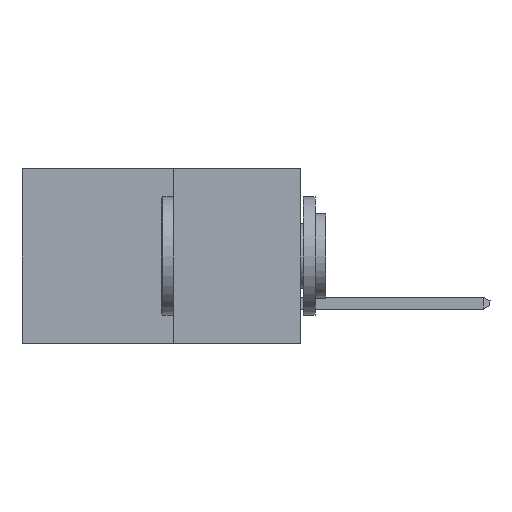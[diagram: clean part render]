
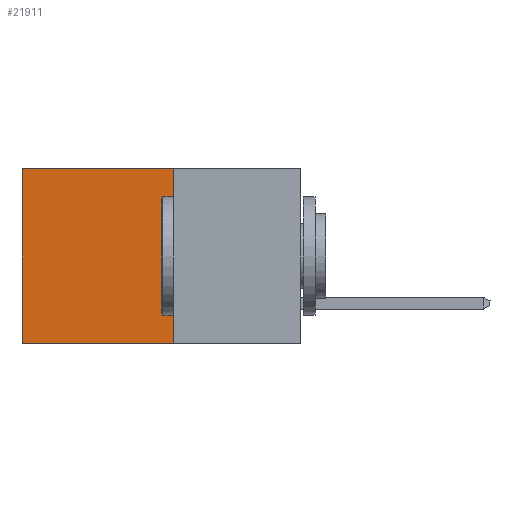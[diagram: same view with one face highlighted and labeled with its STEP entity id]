
A CAD part, left-side view. The second image highlights one B-rep face of the part: STEP entity #21911.
In plain terms, the highlighted planar face has unit normal (-1, 0, 0).
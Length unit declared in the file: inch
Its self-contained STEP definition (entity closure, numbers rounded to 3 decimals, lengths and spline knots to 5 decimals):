
#469 = CARTESIAN_POINT ( 'NONE',  ( 0.277, 0.27, 0. ) ) ;
#729 = FACE_OUTER_BOUND ( 'NONE', #6718, .T. ) ;
#1753 = DIRECTION ( 'NONE',  ( 0., 0., -1. ) ) ;
#2512 = DIRECTION ( 'NONE',  ( 0., 1., 0. ) ) ;
#3208 = LINE ( 'NONE', #9254, #23745 ) ;
#3270 = ORIENTED_EDGE ( 'NONE', *, *, #19650, .F. ) ;
#4529 = CARTESIAN_POINT ( 'NONE',  ( 0.277, 0.27, -0.37 ) ) ;
#6043 = LINE ( 'NONE', #25491, #16790 ) ;
#6131 = ORIENTED_EDGE ( 'NONE', *, *, #8388, .F. ) ;
#6225 = LINE ( 'NONE', #469, #16319 ) ;
#6718 = EDGE_LOOP ( 'NONE', ( #9210, #6131, #3270, #15079 ) ) ;
#7361 = CARTESIAN_POINT ( 'NONE',  ( 0.277, 0.27, -0.37 ) ) ;
#7887 = CARTESIAN_POINT ( 'NONE',  ( 0.277, 0.27, -0.37 ) ) ;
#8136 = EDGE_CURVE ( 'NONE', #21311, #18723, #6225, .T. ) ;
#8388 = EDGE_CURVE ( 'NONE', #8813, #24363, #19997, .T. ) ;
#8813 = VERTEX_POINT ( 'NONE', #4529 ) ;
#9210 = ORIENTED_EDGE ( 'NONE', *, *, #23838, .T. ) ;
#9254 = CARTESIAN_POINT ( 'NONE',  ( 0.277, 0.27, -0.37 ) ) ;
#9933 = DIRECTION ( 'NONE',  ( 0., 0., -1. ) ) ;
#11281 = DIRECTION ( 'NONE',  ( 0., 0., -1. ) ) ;
#14754 = VECTOR ( 'NONE', #23257, 39.37008 ) ;
#15079 = ORIENTED_EDGE ( 'NONE', *, *, #8136, .T. ) ;
#16319 = VECTOR ( 'NONE', #2512, 39.37008 ) ;
#16790 = VECTOR ( 'NONE', #1753, 39.37008 ) ;
#16965 = AXIS2_PLACEMENT_3D ( 'NONE', #7887, #21826, #9933 ) ;
#17100 = CARTESIAN_POINT ( 'NONE',  ( 0.277, 0.59, 0. ) ) ;
#18723 = VERTEX_POINT ( 'NONE', #17100 ) ;
#19650 = EDGE_CURVE ( 'NONE', #21311, #8813, #3208, .T. ) ;
#19997 = LINE ( 'NONE', #7361, #14754 ) ;
#21311 = VERTEX_POINT ( 'NONE', #23921 ) ;
#21826 = DIRECTION ( 'NONE',  ( 1., 0., 0. ) ) ;
#21911 = ADVANCED_FACE ( 'NONE', ( #729 ), #23645, .F. ) ;
#23257 = DIRECTION ( 'NONE',  ( 0., 1., 0. ) ) ;
#23264 = CARTESIAN_POINT ( 'NONE',  ( 0.277, 0.59, -0.37 ) ) ;
#23645 = PLANE ( 'NONE',  #16965 ) ;
#23745 = VECTOR ( 'NONE', #11281, 39.37008 ) ;
#23838 = EDGE_CURVE ( 'NONE', #18723, #24363, #6043, .T. ) ;
#23921 = CARTESIAN_POINT ( 'NONE',  ( 0.277, 0.27, 0. ) ) ;
#24363 = VERTEX_POINT ( 'NONE', #23264 ) ;
#25491 = CARTESIAN_POINT ( 'NONE',  ( 0.277, 0.59, -0.37 ) ) ;
